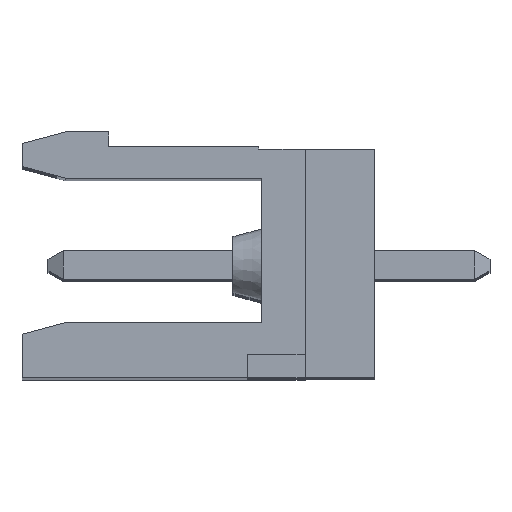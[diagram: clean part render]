
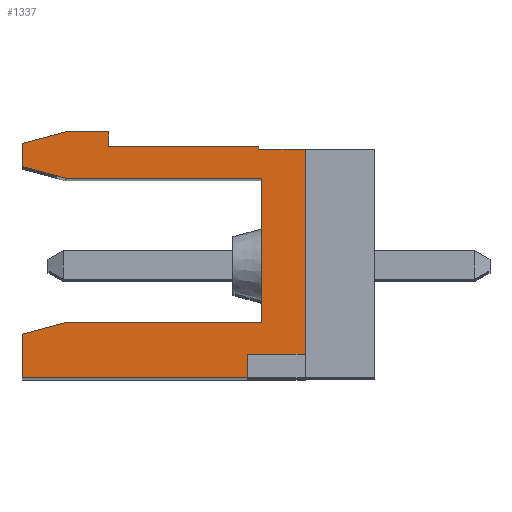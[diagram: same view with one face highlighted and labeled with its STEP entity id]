
A CAD part, top view. The second image highlights one B-rep face of the part: STEP entity #1337.
In plain terms, the highlighted planar face has unit normal (0, 0, 1).
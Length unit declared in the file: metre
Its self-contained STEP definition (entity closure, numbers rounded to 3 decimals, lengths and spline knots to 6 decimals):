
#1337=ADVANCED_FACE('',(#2728),#2729,.F.);
#2728=FACE_OUTER_BOUND('',#4141,.T.);
#2729=PLANE('',#4142);
#4141=EDGE_LOOP('',(#8155,#8156,#8157,#8158,#8159,#8160,#8161,#8162,#8163,#8164,#8165,#8166,#8167,#8168,#8169,#8170,#8171));
#4142=AXIS2_PLACEMENT_3D('',#8172,#8173,#8174);
#8155=ORIENTED_EDGE('',*,*,#9586,.T.);
#8156=ORIENTED_EDGE('',*,*,#9988,.T.);
#8157=ORIENTED_EDGE('',*,*,#8596,.F.);
#8158=ORIENTED_EDGE('',*,*,#9727,.T.);
#8159=ORIENTED_EDGE('',*,*,#9720,.F.);
#8160=ORIENTED_EDGE('',*,*,#8795,.F.);
#8161=ORIENTED_EDGE('',*,*,#8646,.F.);
#8162=ORIENTED_EDGE('',*,*,#8617,.T.);
#8163=ORIENTED_EDGE('',*,*,#9527,.F.);
#8164=ORIENTED_EDGE('',*,*,#8395,.F.);
#8165=ORIENTED_EDGE('',*,*,#8460,.F.);
#8166=ORIENTED_EDGE('',*,*,#8453,.F.);
#8167=ORIENTED_EDGE('',*,*,#9886,.F.);
#8168=ORIENTED_EDGE('',*,*,#9385,.F.);
#8169=ORIENTED_EDGE('',*,*,#9788,.F.);
#8170=ORIENTED_EDGE('',*,*,#9920,.F.);
#8171=ORIENTED_EDGE('',*,*,#9865,.T.);
#8172=CARTESIAN_POINT('',(0.197225,0.26481,0.04693));
#8173=DIRECTION('',(0.0,0.0,-1.0));
#8174=DIRECTION('',(0.0,-1.0,0.0));
#8395=EDGE_CURVE('',#10026,#10028,#10029,.T.);
#8453=EDGE_CURVE('',#10141,#10136,#10143,.T.);
#8460=EDGE_CURVE('',#10136,#10026,#10154,.T.);
#8596=EDGE_CURVE('',#10389,#10391,#10392,.T.);
#8617=EDGE_CURVE('',#10422,#10426,#10428,.T.);
#8646=EDGE_CURVE('',#10422,#10473,#10474,.T.);
#8795=EDGE_CURVE('',#10473,#10592,#10738,.T.);
#9385=EDGE_CURVE('',#11616,#11614,#11618,.T.);
#9527=EDGE_CURVE('',#10028,#10426,#11813,.T.);
#9586=EDGE_CURVE('',#11891,#11893,#11895,.T.);
#9720=EDGE_CURVE('',#10592,#12067,#12068,.T.);
#9727=EDGE_CURVE('',#10389,#12067,#12077,.T.);
#9788=EDGE_CURVE('',#12147,#11616,#12149,.T.);
#9865=EDGE_CURVE('',#12238,#11891,#12239,.T.);
#9886=EDGE_CURVE('',#11614,#10141,#12264,.T.);
#9920=EDGE_CURVE('',#12238,#12147,#12299,.T.);
#9988=EDGE_CURVE('',#11893,#10391,#12368,.T.);
#10026=VERTEX_POINT('',#12411);
#10028=VERTEX_POINT('',#12414);
#10029=LINE('',#12415,#12416);
#10136=VERTEX_POINT('',#12576);
#10141=VERTEX_POINT('',#12583);
#10143=LINE('',#12586,#12587);
#10154=LINE('',#12603,#12604);
#10389=VERTEX_POINT('',#12947);
#10391=VERTEX_POINT('',#12950);
#10392=LINE('',#12951,#12952);
#10422=VERTEX_POINT('',#12995);
#10426=VERTEX_POINT('',#13001);
#10428=LINE('',#13004,#13005);
#10473=VERTEX_POINT('',#13071);
#10474=LINE('',#13072,#13073);
#10592=VERTEX_POINT('',#13250);
#10738=LINE('',#13473,#13474);
#11614=VERTEX_POINT('',#14798);
#11616=VERTEX_POINT('',#14801);
#11618=LINE('',#14804,#14805);
#11813=LINE('',#15101,#15102);
#11891=VERTEX_POINT('',#15221);
#11893=VERTEX_POINT('',#15224);
#11895=LINE('',#15227,#15228);
#12067=VERTEX_POINT('',#15487);
#12068=LINE('',#15488,#15489);
#12077=LINE('',#15501,#15502);
#12147=VERTEX_POINT('',#15611);
#12149=LINE('',#15614,#15615);
#12238=VERTEX_POINT('',#15743);
#12239=LINE('',#15744,#15745);
#12264=LINE('',#15785,#15786);
#12299=LINE('',#15834,#15835);
#12368=LINE('',#15922,#15923);
#12411=CARTESIAN_POINT('',(0.202425,0.26411,0.04693));
#12414=CARTESIAN_POINT('',(0.204025,0.26411,0.04693));
#12415=CARTESIAN_POINT('',(0.204025,0.26411,0.04693));
#12416=VECTOR('',#15958,1.0);
#12576=CARTESIAN_POINT('',(0.202425,0.26421,0.04693));
#12583=CARTESIAN_POINT('',(0.197225,0.26421,0.04693));
#12586=CARTESIAN_POINT('',(0.202425,0.26421,0.04693));
#12587=VECTOR('',#16015,1.0);
#12603=CARTESIAN_POINT('',(0.202425,0.26411,0.04693));
#12604=VECTOR('',#16021,1.0);
#12947=CARTESIAN_POINT('',(0.195725,0.25811,0.04693));
#12950=CARTESIAN_POINT('',(0.202525,0.25811,0.04693));
#12951=CARTESIAN_POINT('',(0.197225,0.25811,0.04693));
#12952=VECTOR('',#16137,1.0);
#12995=CARTESIAN_POINT('',(0.202025,0.25701,0.04693));
#13001=CARTESIAN_POINT('',(0.204025,0.25701,0.04693));
#13004=CARTESIAN_POINT('',(0.197225,0.25701,0.04693));
#13005=VECTOR('',#16154,1.0);
#13071=CARTESIAN_POINT('',(0.202025,0.25621,0.04693));
#13072=CARTESIAN_POINT('',(0.202025,0.26481,0.04693));
#13073=VECTOR('',#16176,1.0);
#13250=CARTESIAN_POINT('',(0.194225,0.25621,0.04693));
#13473=CARTESIAN_POINT('',(0.194225,0.25621,0.04693));
#13474=VECTOR('',#16310,1.0);
#14798=CARTESIAN_POINT('',(0.197225,0.26471,0.04693));
#14801=CARTESIAN_POINT('',(0.195718,0.26471,0.04693));
#14804=CARTESIAN_POINT('',(0.197225,0.26471,0.04693));
#14805=VECTOR('',#16789,1.0);
#15101=CARTESIAN_POINT('',(0.204025,0.25621,0.04693));
#15102=VECTOR('',#16900,1.0);
#15221=CARTESIAN_POINT('',(0.195718,0.26311,0.04693));
#15224=CARTESIAN_POINT('',(0.202525,0.26311,0.04693));
#15227=CARTESIAN_POINT('',(0.197225,0.26311,0.04693));
#15228=VECTOR('',#16947,1.0);
#15487=CARTESIAN_POINT('',(0.194225,0.257708,0.04693));
#15488=CARTESIAN_POINT('',(0.194225,0.26441,0.04693));
#15489=VECTOR('',#17044,1.0);
#15501=CARTESIAN_POINT('',(0.194225,0.257708,0.04693));
#15502=VECTOR('',#17054,1.0);
#15611=CARTESIAN_POINT('',(0.194225,0.26431,0.04693));
#15614=CARTESIAN_POINT('',(0.195718,0.26471,0.04693));
#15615=VECTOR('',#17095,1.0);
#15743=CARTESIAN_POINT('',(0.194225,0.26351,0.04693));
#15744=CARTESIAN_POINT('',(0.196699,0.262847,0.04693));
#15745=VECTOR('',#17147,1.0);
#15785=CARTESIAN_POINT('',(0.197225,0.26431,0.04693));
#15786=VECTOR('',#17163,1.0);
#15834=CARTESIAN_POINT('',(0.194225,0.26441,0.04693));
#15835=VECTOR('',#17177,1.0);
#15922=CARTESIAN_POINT('',(0.202525,0.26481,0.04693));
#15923=VECTOR('',#17199,1.0);
#15958=DIRECTION('',(1.0,0.0,0.0));
#16015=DIRECTION('',(1.0,0.0,0.0));
#16021=DIRECTION('',(0.0,-1.0,0.0));
#16137=DIRECTION('',(1.0,0.0,0.0));
#16154=DIRECTION('',(1.0,0.0,0.0));
#16176=DIRECTION('',(0.0,-1.0,0.0));
#16310=DIRECTION('',(-1.0,0.0,0.0));
#16789=DIRECTION('',(1.0,0.0,0.0));
#16900=DIRECTION('',(0.0,-1.0,0.0));
#16947=DIRECTION('',(1.0,0.0,0.0));
#17044=DIRECTION('',(0.0,1.0,0.0));
#17054=DIRECTION('',(-0.966,-0.259,0.0));
#17095=DIRECTION('',(0.966,0.259,0.0));
#17147=DIRECTION('',(0.966,-0.259,0.0));
#17163=DIRECTION('',(0.,-1.0,-0.0));
#17177=DIRECTION('',(0.0,1.0,0.0));
#17199=DIRECTION('',(0.,-1.0,0.0));
